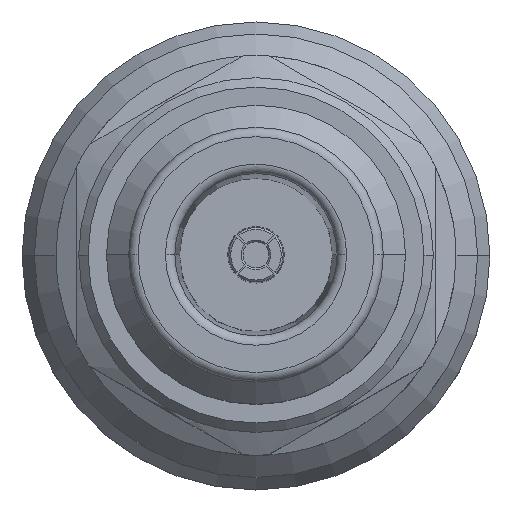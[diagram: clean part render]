
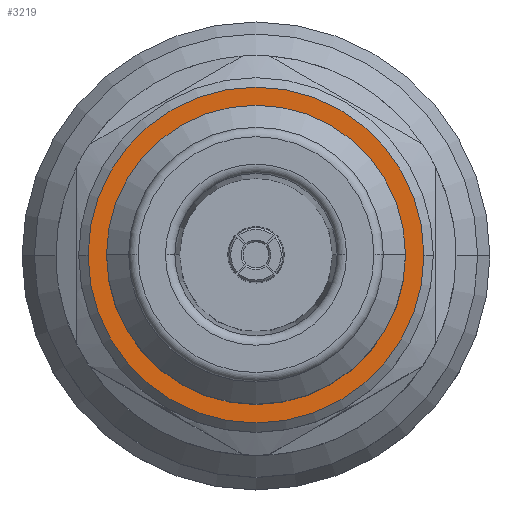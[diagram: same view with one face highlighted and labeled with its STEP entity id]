
A CAD part, top view. The second image highlights one B-rep face of the part: STEP entity #3219.
In plain terms, the highlighted planar face has unit normal (0, 0, 1).
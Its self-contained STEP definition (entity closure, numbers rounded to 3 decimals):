
#6 = AXIS2_PLACEMENT_3D ( 'NONE', #347, #459, #5000 ) ;
#8 = AXIS2_PLACEMENT_3D ( 'NONE', #5509, #1628, #6424 ) ;
#53 = ORIENTED_EDGE ( 'NONE', *, *, #1678, .F. ) ;
#169 = EDGE_LOOP ( 'NONE', ( #53, #6708 ) ) ;
#225 = VERTEX_POINT ( 'NONE', #4354 ) ;
#347 = CARTESIAN_POINT ( 'NONE',  ( 0., 0., -12.6 ) ) ;
#459 = DIRECTION ( 'NONE',  ( 0., 0., 1. ) ) ;
#603 = CARTESIAN_POINT ( 'NONE',  ( 0., 0., -12.6 ) ) ;
#667 = CARTESIAN_POINT ( 'NONE',  ( 0., 0., -12.6 ) ) ;
#693 = CIRCLE ( 'NONE', #8, 7.925 ) ;
#864 = DIRECTION ( 'NONE',  ( 0., 0., -1. ) ) ;
#1628 = DIRECTION ( 'NONE',  ( 0., 0., 1. ) ) ;
#1678 = EDGE_CURVE ( 'NONE', #5600, #225, #4687, .T. ) ;
#1704 = EDGE_CURVE ( 'NONE', #2737, #2511, #5732, .T. ) ;
#1929 = DIRECTION ( 'NONE',  ( 0., 0., 1. ) ) ;
#2107 = DIRECTION ( 'NONE',  ( 1., 0., 0. ) ) ;
#2129 = CIRCLE ( 'NONE', #6151, 8.9 ) ;
#2283 = EDGE_CURVE ( 'NONE', #2511, #2737, #2129, .T. ) ;
#2290 = EDGE_CURVE ( 'NONE', #225, #5600, #693, .T. ) ;
#2511 = VERTEX_POINT ( 'NONE', #5924 ) ;
#2734 = DIRECTION ( 'NONE',  ( 0., 0., 1. ) ) ;
#2737 = VERTEX_POINT ( 'NONE', #6556 ) ;
#2932 = FACE_OUTER_BOUND ( 'NONE', #6258, .T. ) ;
#3219 = ADVANCED_FACE ( 'NONE', ( #4040, #2932 ), #5137, .F. ) ;
#4040 = FACE_BOUND ( 'NONE', #169, .T. ) ;
#4354 = CARTESIAN_POINT ( 'NONE',  ( -7.925, 0., -12.6 ) ) ;
#4637 = DIRECTION ( 'NONE',  ( 1., 0., 0. ) ) ;
#4687 = CIRCLE ( 'NONE', #6, 7.925 ) ;
#4745 = ORIENTED_EDGE ( 'NONE', *, *, #1704, .T. ) ;
#4754 = CARTESIAN_POINT ( 'NONE',  ( 7.925, 0., -12.6 ) ) ;
#5000 = DIRECTION ( 'NONE',  ( 1., 0., 0. ) ) ;
#5094 = DIRECTION ( 'NONE',  ( -1., 0., 0. ) ) ;
#5096 = CARTESIAN_POINT ( 'NONE',  ( 0., 7.925, -12.6 ) ) ;
#5137 = PLANE ( 'NONE',  #6494 ) ;
#5345 = ORIENTED_EDGE ( 'NONE', *, *, #2283, .T. ) ;
#5509 = CARTESIAN_POINT ( 'NONE',  ( 0., 0., -12.6 ) ) ;
#5600 = VERTEX_POINT ( 'NONE', #4754 ) ;
#5732 = CIRCLE ( 'NONE', #6742, 8.9 ) ;
#5924 = CARTESIAN_POINT ( 'NONE',  ( -8.9, 0., -12.6 ) ) ;
#6151 = AXIS2_PLACEMENT_3D ( 'NONE', #603, #2734, #4637 ) ;
#6258 = EDGE_LOOP ( 'NONE', ( #5345, #4745 ) ) ;
#6424 = DIRECTION ( 'NONE',  ( 1., 0., 0. ) ) ;
#6494 = AXIS2_PLACEMENT_3D ( 'NONE', #5096, #864, #5094 ) ;
#6556 = CARTESIAN_POINT ( 'NONE',  ( 8.9, 0., -12.6 ) ) ;
#6708 = ORIENTED_EDGE ( 'NONE', *, *, #2290, .F. ) ;
#6742 = AXIS2_PLACEMENT_3D ( 'NONE', #667, #1929, #2107 ) ;
